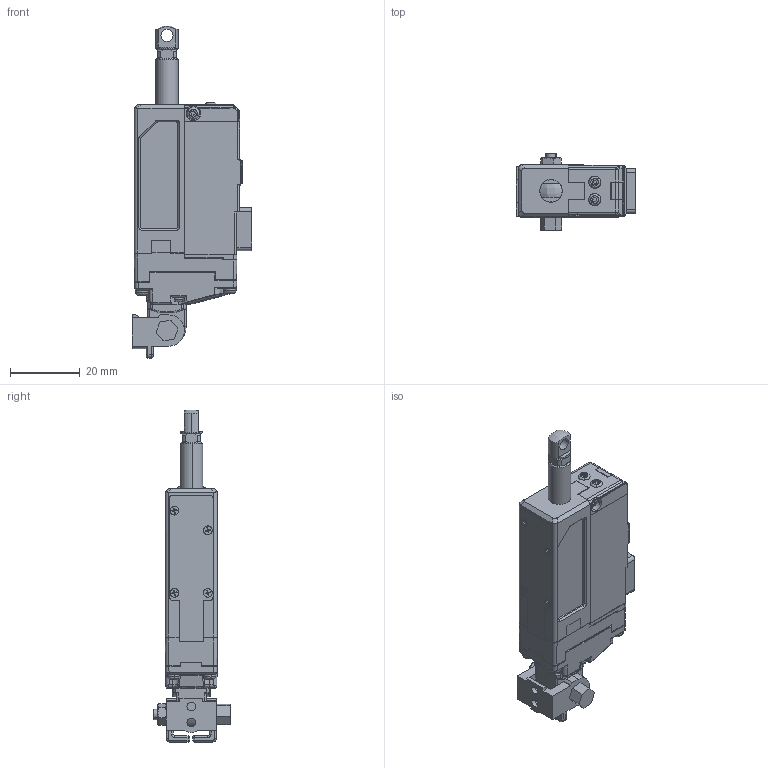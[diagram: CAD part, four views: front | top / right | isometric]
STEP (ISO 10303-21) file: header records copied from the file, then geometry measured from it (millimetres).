
FILE_DESCRIPTION (( 'STEP AP214' ), '1' );
FILE_NAME ('ir_ls_asm_20PT_寇屈档.STEP', '2019-06-20T05:41:49', ( '' ), ( '' ), 'SwSTEP 2.0', 'SolidWorks 2016', '' );
FILE_SCHEMA (( 'AUTOMOTIVE_DESIGN' ));
Length unit declared in the file: millimetre
Products named in the file (26): ir_ls_asm_20PT_寇屈档; MOLEX_3PIN; HINGE_BASE; ROD_HYBRID 3; HINGE; LENS; ROD_SUS; MOTOR_CASE_TOP; hexagon nut style 1 gradeab_ks_KS 1012 S1 - M3-D-N; CSPCS3-ST3W-M1_4-4_214; MAIN_PCB_ASM; MIDDLE_CASE; PHT_2_12; TOP_COVER; MOTOR_CASE_ASM; LINEAR_ROD_END_LINK; ROD_END_NUT_SUS; PHT_2_4; PHT_2_20; ROD_INSERT 3; MOTOR_CASE_BOTTOM; hinge_shaft_; PHT_1_7_18; NOBLE_LINEAR_POTENTIOMETER; PS_COVER; STROKE_MASTER
Assembly tree (34 placements, depth 3):
  ir_ls_asm_20PT_寇屈档
    MIDDLE_CASE
    MAIN_PCB_ASM
      MOLEX_3PIN  x2
    NOBLE_LINEAR_POTENTIOMETER
    STROKE_MASTER
    PS_COVER
    TOP_COVER
    PHT_1_7_18  x2
    MOTOR_CASE_ASM
      MOTOR_CASE_BOTTOM
      MOTOR_CASE_TOP
      LENS
    PHT_2_20  x2
    ROD_END_NUT_SUS
    CSPCS3-ST3W-M1_4-4_214  x4
    PHT_2_4  x2
    PHT_2_12  x3
    ROD_HYBRID 3
      ROD_INSERT 3
      ROD_SUS
    LINEAR_ROD_END_LINK
    HINGE
    HINGE_BASE
    hinge_shaft_
    hexagon nut style 1 gradeab_ks_KS 1012 S1 - M3-D-N
Bounding box: 34.38 x 22 x 95.51 mm (x, y, z)
Volume: 15725.1 mm3; surface area: 23949.4 mm2
Topology: 31 solids, 31 shells, 2111 faces, 5554 edges, 3558 vertices
Faces by surface type: plane 1189, cylinder 585, cone 186, bspline 121, torus 30
Entity records: 69336 total; most frequent: CARTESIAN_POINT 23864, ORIENTED_EDGE 9642, DIRECTION 8531, EDGE_CURVE 4821, VERTEX_POINT 3104, LINE 3001, VECTOR 3001, AXIS2_PLACEMENT_3D 2765
